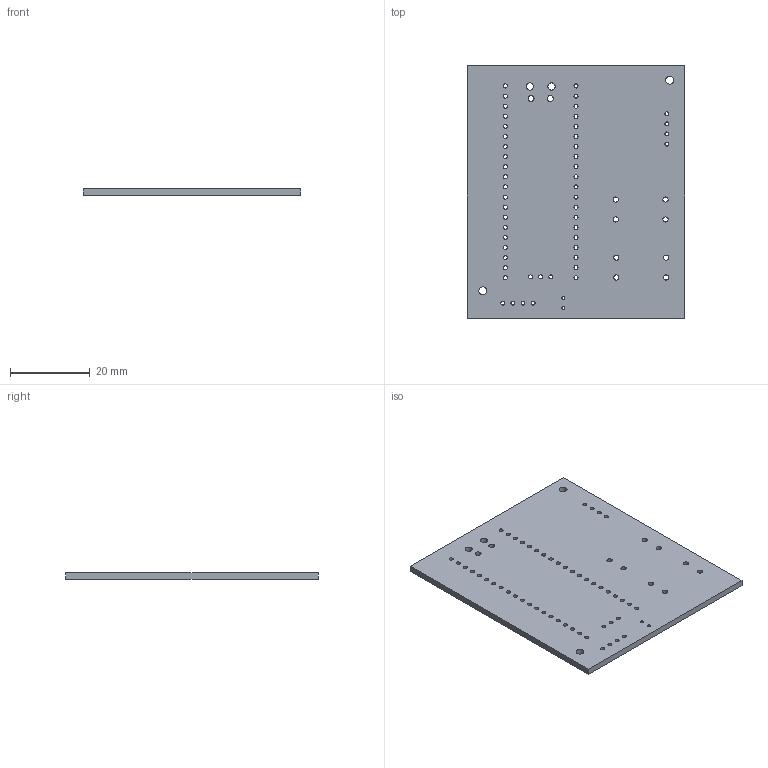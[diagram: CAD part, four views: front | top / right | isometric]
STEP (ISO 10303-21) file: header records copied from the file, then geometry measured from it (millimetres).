
FILE_DESCRIPTION(('KiCad electronic assembly'),'2;1');
FILE_NAME('matrix_clock_kicad_pcb.step','2022-12-13T21:02:18',('Pcbnew') ,('Kicad'),'Open CASCADE STEP processor 7.6','KiCad to STEP converter' ,'Unknown');
FILE_SCHEMA(('AUTOMOTIVE_DESIGN { 1 0 10303 214 1 1 1 1 }'));
Length unit declared in the file: millimetre
Products named in the file (2): matrix_clock_kicad_pcb 1; matrix_clock_kicad PCB
Assembly tree (1 placements, depth 2):
  matrix_clock_kicad_pcb 1
    matrix_clock_kicad PCB
Bounding box: 54.61 x 63.5 x 1.6 mm (x, y, z)
Volume: 5439.7 mm3; surface area: 7551.8 mm2
Topology: 1 solids, 1 shells, 73 faces, 213 edges, 142 vertices
Faces by surface type: cylinder 67, plane 6
Full cylindrical faces by diameter (mm): 0.8 x2, 1 x8, 1.02 x43, 1.3 x8, 1.5 x2, 1.8 x2, 2 x2
Entity records: 5585 total; most frequent: DIRECTION 923, CARTESIAN_POINT 856, ORIENTED_EDGE 426, PCURVE 426, DEFINITIONAL_REPRESENTATION 426, LINE 371, VECTOR 371, CIRCLE 268
